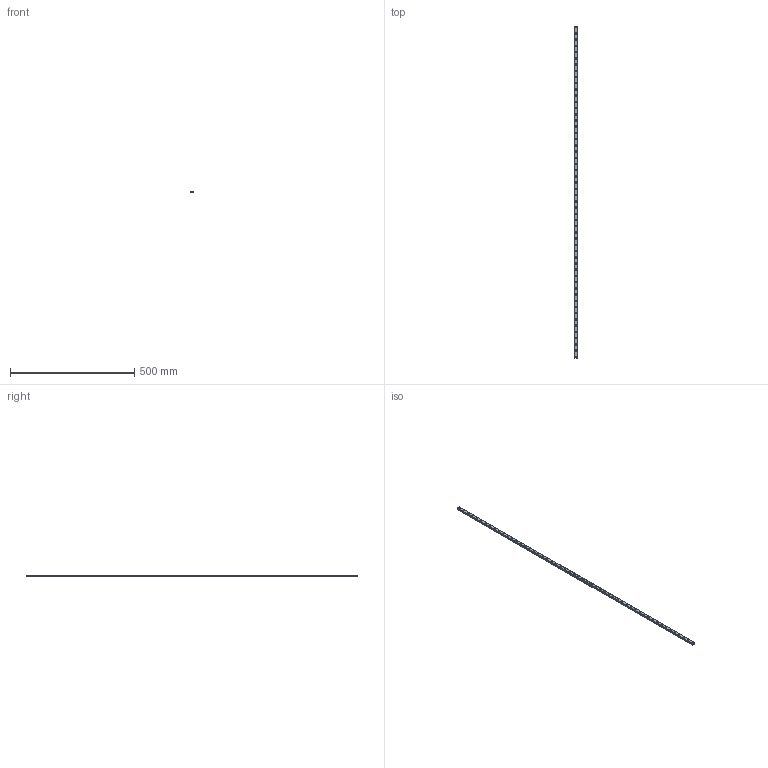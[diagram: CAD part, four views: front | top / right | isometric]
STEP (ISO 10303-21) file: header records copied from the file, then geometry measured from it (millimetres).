
FILE_DESCRIPTION(('STEP AP214'),'1');
FILE_NAME('cctmp_1AB27C17-DE9B-4CA9-B1DE-BEBCA32BC257_2021_02_18_15_55_11_0643..stp','2021-02-18T14:55:11',('HIWIN GmbH'),('CADClick - www.CADClick.com'),'Spatial InterOp 3D',' ','unknown authorization');
FILE_SCHEMA(('AUTOMOTIVE_DESIGN'));
Length unit declared in the file: millimetre
Products named in the file (1): MGNR12R1335CM_FILE
Bounding box: 12 x 1335 x 8 mm (x, y, z)
Volume: 114250.3 mm3; surface area: 66510.4 mm2
Topology: 1 solids, 1 shells, 581 faces, 1239 edges, 826 vertices
Faces by surface type: cylinder 340, plane 241
Entity records: 20665 total; most frequent: DIRECTION 3083, CARTESIAN_POINT 2647, ORIENTED_EDGE 2478, AXIS2_PLACEMENT_3D 1262, EDGE_CURVE 1239, VERTEX_POINT 826, EDGE_LOOP 747, CIRCLE 680
